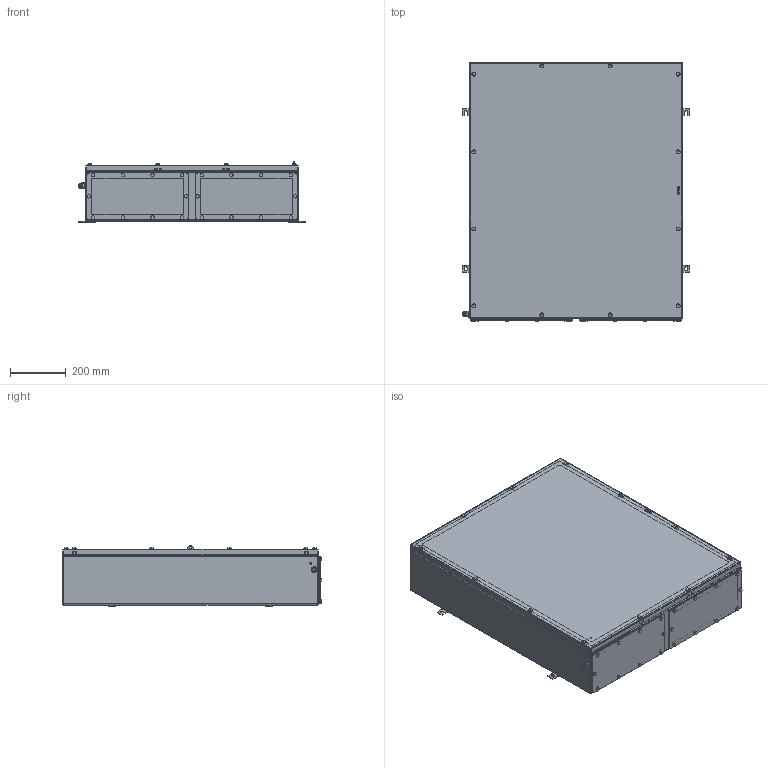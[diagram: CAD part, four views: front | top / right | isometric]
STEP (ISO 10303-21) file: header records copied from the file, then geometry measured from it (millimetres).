
FILE_DESCRIPTION(('CATIA V5 STEP Exchange','CAx-IF Rec.Pracs.--- Model Styling and Organization---1.4--- 2014-01-23'),'2;1');
FILE_NAME ('1523488-3_1_8000108877_8000108877 KTB MH 917620 S4E1.stp','2024-01-22T11:15:06+00:00',('none'),('Weidmueller'),'CATIA Version 5-6 Release 2016 SP3 HF44','CATIA V5 STEP AP214','none');
FILE_SCHEMA(('AUTOMOTIVE_DESIGN { 1 0 10303 214 1 1 1 1 }'));
Products named in the file (1): 8000108877 KTB MH 917620 S4E1
Bounding box: 813 x 925 x 215 mm (x, y, z)
Volume: 3907777.5 mm3; surface area: 4781608.6 mm2
Topology: 97 solids, 97 shells, 3034 faces, 7640 edges, 4918 vertices
Faces by surface type: plane 1475, cylinder 1159, cone 260, bspline 112, torus 20, sphere 8
Entity records: 104369 total; most frequent: CARTESIAN_POINT 34231, ORIENTED_EDGE 15080, DIRECTION 12148, EDGE_CURVE 7540, VERTEX_POINT 4918, AXIS2_PLACEMENT_3D 4726, VECTOR 4508, LINE 4508
